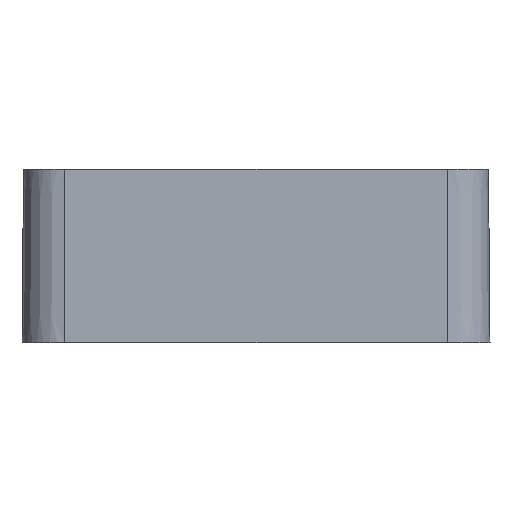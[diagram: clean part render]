
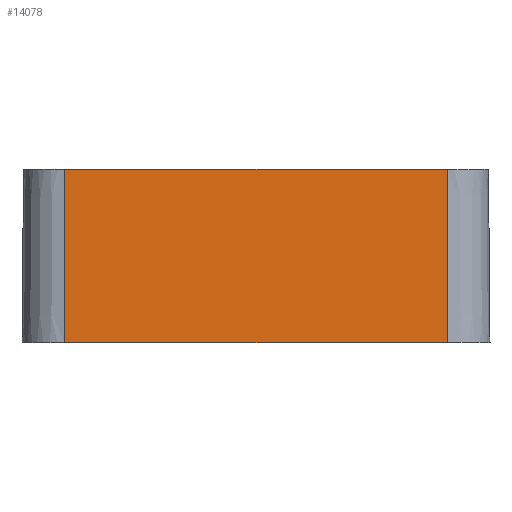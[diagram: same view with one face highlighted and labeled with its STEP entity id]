
A CAD part, left-side view. The second image highlights one B-rep face of the part: STEP entity #14078.
In plain terms, the highlighted planar face has unit normal (-1, 0, 0.009).
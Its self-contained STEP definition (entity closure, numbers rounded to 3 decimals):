
#1583=VERTEX_POINT('',#21504);
#1584=VERTEX_POINT('',#21506);
#1687=VERTEX_POINT('',#21754);
#1688=VERTEX_POINT('',#21756);
#3457=VECTOR('',#17352,1.);
#3528=VECTOR('',#17545,1.);
#3584=VECTOR('',#17736,1.);
#3585=VECTOR('',#17738,1.);
#5326=LINE('',#21505,#3457);
#5397=LINE('',#21755,#3528);
#5453=LINE('',#22572,#3584);
#5454=LINE('',#22574,#3585);
#7276=EDGE_CURVE('',#1584,#1583,#5326,.F.);
#7401=EDGE_CURVE('',#1688,#1687,#5397,.T.);
#7504=EDGE_CURVE('',#1687,#1584,#5453,.T.);
#7505=EDGE_CURVE('',#1688,#1583,#5454,.T.);
#11532=ORIENTED_EDGE('',*,*,#7276,.T.);
#11533=ORIENTED_EDGE('',*,*,#7505,.F.);
#11534=ORIENTED_EDGE('',*,*,#7401,.T.);
#11535=ORIENTED_EDGE('',*,*,#7504,.T.);
#12490=EDGE_LOOP('',(#11532,#11533,#11534,#11535));
#13387=FACE_BOUND('',#12490,.T.);
#14078=ADVANCED_FACE('',(#13387),#23216,.T.);
#14889=AXIS2_PLACEMENT_3D('',#22573,#17737,$);
#17352=DIRECTION('',(0.,-1.,0.));
#17545=DIRECTION('',(0.,-1.,0.));
#17736=DIRECTION('',(0.009,0.,1.));
#17737=DIRECTION('',(-1.,0.,0.009));
#17738=DIRECTION('',(0.009,0.,1.));
#21504=CARTESIAN_POINT('',(-61.508,24.3,22.));
#21505=CARTESIAN_POINT('',(-61.508,-12.15,22.));
#21506=CARTESIAN_POINT('',(-61.508,-24.3,22.));
#21754=CARTESIAN_POINT('',(-61.7,-24.3,0.));
#21755=CARTESIAN_POINT('',(-61.7,-12.15,0.));
#21756=CARTESIAN_POINT('',(-61.7,24.3,0.));
#22572=CARTESIAN_POINT('',(-61.7,-24.3,0.));
#22573=CARTESIAN_POINT('',(-61.7,-24.3,0.));
#22574=CARTESIAN_POINT('',(-61.7,24.3,0.));
#23216=PLANE('',#14889);
